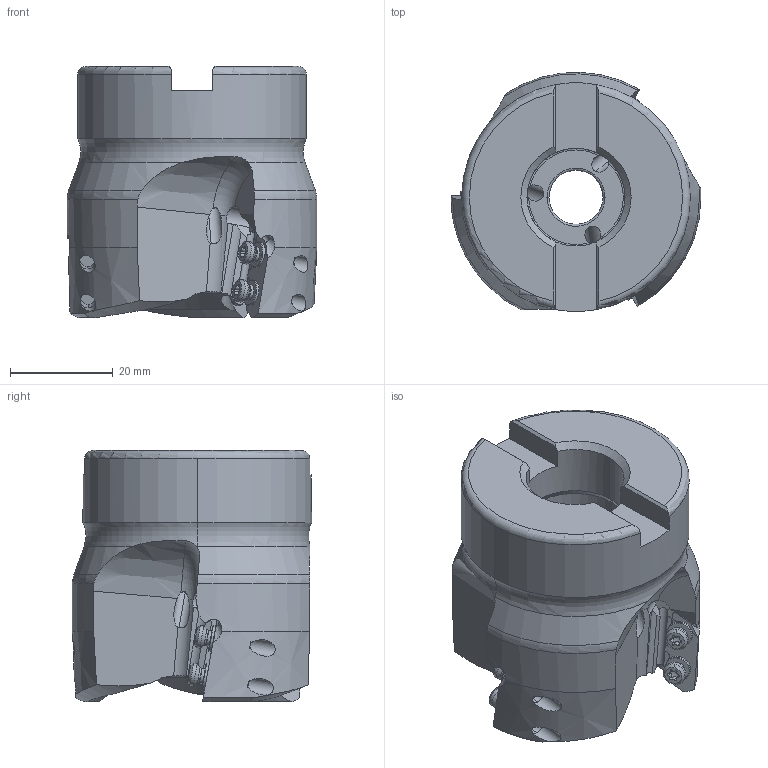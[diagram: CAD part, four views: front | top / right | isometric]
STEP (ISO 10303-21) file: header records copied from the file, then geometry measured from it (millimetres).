
FILE_DESCRIPTION(/* description */ (''),/* implementation_level */ '2;1');
FILE_NAME(/* name */ 'AXD4000UR0203A.stp',/* time_stamp */ '2019-03-25T17:15:36+09:00',/* author */ (''),/* organization */ (''),/* preprocessor_version */ 'ST-DEVELOPER v16',/* originating_system */ 'SIEMENS PLM Software NX 10.0',/* authorisation */ '');
FILE_SCHEMA (('AUTOMOTIVE_DESIGN { 1 0 10303 214 3 1 1 1 }'));
Length unit declared in the file: millimetre
Products named in the file (1): AXD4000UR0203A_ASM
Bounding box: 48.57 x 46.51 x 48.79 mm (x, y, z)
Volume: 54385.2 mm3; surface area: 14020.4 mm2
Topology: 7 solids, 7 shells, 429 faces, 1355 edges, 932 vertices
Faces by surface type: cylinder 208, plane 96, cone 74, torus 39, sphere 12
Entity records: 19671 total; most frequent: CARTESIAN_POINT 7557, ORIENTED_EDGE 2686, DIRECTION 2449, EDGE_CURVE 1343, AXIS2_PLACEMENT_3D 1052, VERTEX_POINT 932, CIRCLE 557, EDGE_LOOP 453
